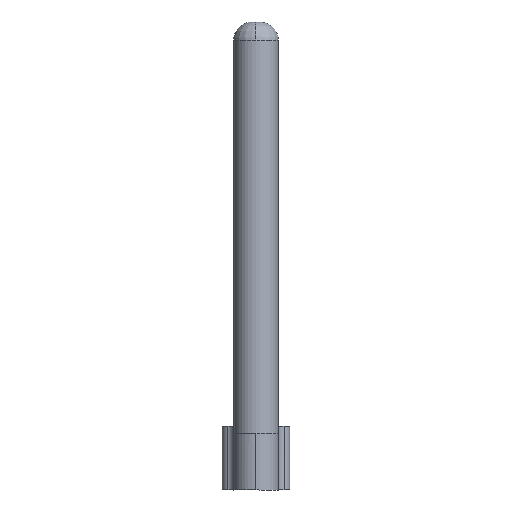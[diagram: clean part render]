
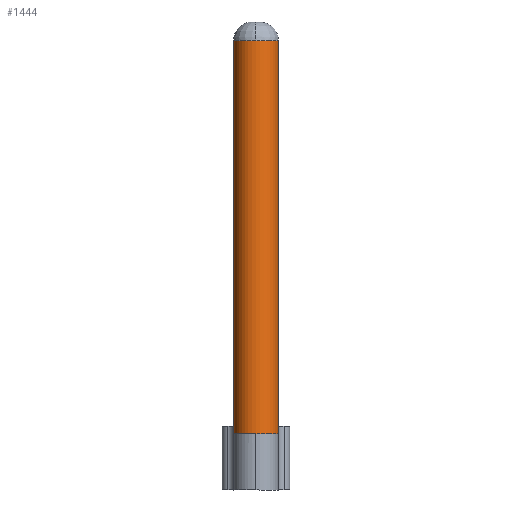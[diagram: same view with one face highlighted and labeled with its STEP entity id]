
A CAD part, front view. The second image highlights one B-rep face of the part: STEP entity #1444.
In plain terms, the highlighted cylindrical face has radius 6 mm (diameter 12 mm), a partial arc.
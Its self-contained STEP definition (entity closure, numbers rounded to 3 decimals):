
#1385=AXIS2_PLACEMENT_3D('Circle Axis2P3D',#1383,#1384,$) ;
#1409=AXIS2_PLACEMENT_3D('Cylinder Axis2P3D',#1406,#1407,#1408) ;
#1427=AXIS2_PLACEMENT_3D('Circle Axis2P3D',#1425,#1426,$) ;
#1434=AXIS2_PLACEMENT_3D('Circle Axis2P3D',#1432,#1433,$) ;
#1383=CARTESIAN_POINT('Axis2P3D Location',(81.097,187.495,1535.)) ;
#1387=CARTESIAN_POINT('Vertex',(87.097,187.495,1535.)) ;
#1389=CARTESIAN_POINT('Vertex',(75.097,187.495,1535.)) ;
#1406=CARTESIAN_POINT('Axis2P3D Location',(81.097,187.495,1590.)) ;
#1411=CARTESIAN_POINT('Line Origine',(75.097,187.495,1590.)) ;
#1415=CARTESIAN_POINT('Vertex',(75.097,187.495,1640.)) ;
#1418=CARTESIAN_POINT('Line Origine',(87.097,187.495,1590.)) ;
#1422=CARTESIAN_POINT('Vertex',(87.097,187.495,1640.)) ;
#1425=CARTESIAN_POINT('Axis2P3D Location',(81.097,187.495,1640.)) ;
#1429=CARTESIAN_POINT('Vertex',(81.097,181.495,1640.)) ;
#1432=CARTESIAN_POINT('Axis2P3D Location',(81.097,187.495,1640.)) ;
#1384=DIRECTION('Axis2P3D Direction',(0.,0.,-1.)) ;
#1407=DIRECTION('Axis2P3D Direction',(0.,0.,-1.)) ;
#1408=DIRECTION('Axis2P3D XDirection',(1.,0.,0.)) ;
#1412=DIRECTION('Vector Direction',(0.,0.,-1.)) ;
#1419=DIRECTION('Vector Direction',(0.,0.,-1.)) ;
#1426=DIRECTION('Axis2P3D Direction',(0.,0.,-1.)) ;
#1433=DIRECTION('Axis2P3D Direction',(0.,0.,-1.)) ;
#1413=VECTOR('Line Direction',#1412,1.) ;
#1420=VECTOR('Line Direction',#1419,1.) ;
#1438=ORIENTED_EDGE('',*,*,#1417,.F.) ;
#1439=ORIENTED_EDGE('',*,*,#1391,.F.) ;
#1440=ORIENTED_EDGE('',*,*,#1424,.T.) ;
#1441=ORIENTED_EDGE('',*,*,#1431,.T.) ;
#1442=ORIENTED_EDGE('',*,*,#1436,.T.) ;
#1444=ADVANCED_FACE('PartBody',(#1443),#1410,.T.) ;
#1386=CIRCLE('generated circle',#1385,6.) ;
#1428=CIRCLE('generated circle',#1427,6.) ;
#1435=CIRCLE('generated circle',#1434,6.) ;
#1410=CYLINDRICAL_SURFACE('generated cylinder',#1409,6.) ;
#1391=EDGE_CURVE('',#1388,#1390,#1386,.T.) ;
#1417=EDGE_CURVE('',#1390,#1416,#1414,.F.) ;
#1424=EDGE_CURVE('',#1388,#1423,#1421,.F.) ;
#1431=EDGE_CURVE('',#1423,#1430,#1428,.T.) ;
#1436=EDGE_CURVE('',#1430,#1416,#1435,.T.) ;
#1437=EDGE_LOOP('',(#1438,#1439,#1440,#1441,#1442)) ;
#1443=FACE_OUTER_BOUND('',#1437,.T.) ;
#1414=LINE('Line',#1411,#1413) ;
#1421=LINE('Line',#1418,#1420) ;
#1388=VERTEX_POINT('',#1387) ;
#1390=VERTEX_POINT('',#1389) ;
#1416=VERTEX_POINT('',#1415) ;
#1423=VERTEX_POINT('',#1422) ;
#1430=VERTEX_POINT('',#1429) ;
